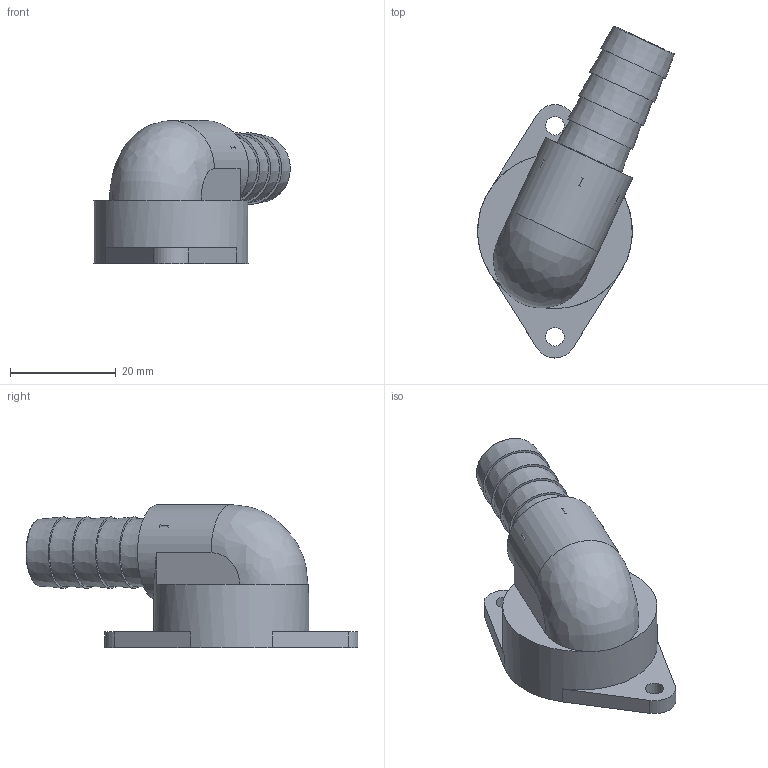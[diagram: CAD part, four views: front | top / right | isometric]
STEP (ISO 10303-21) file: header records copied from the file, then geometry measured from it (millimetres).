
FILE_DESCRIPTION(/* description */ (''),/* implementation_level */ '2;1');
FILE_NAME(/* name */ 'Emergency barb 45.stp',/* time_stamp */ '2020-04-09T00:27:20-04:00',/* author */ ('angusaitken'),/* organization */ (''),/* preprocessor_version */ 'ST-DEVELOPER v18',/* originating_system */ 'Autodesk Inventor 2020',/* authorisation */ '');
FILE_SCHEMA (('AUTOMOTIVE_DESIGN { 1 0 10303 214 3 1 1 }'));
Length unit declared in the file: millimetre
Products named in the file (3): Emergency barb assembly; Emergency Barb; 5346K220_BRASS BARBED HOSE FITTING
Assembly tree (2 placements, depth 2):
  Emergency barb assembly
    Emergency Barb
    5346K220_BRASS BARBED HOSE FITTING
Bounding box: 37.24 x 62.88 x 27.15 mm (x, y, z)
Volume: 12438.5 mm3; surface area: 9251.1 mm2
Topology: 3 solids, 3 shells, 114 faces, 316 edges, 213 vertices
Faces by surface type: plane 43, bspline 27, cone 24, cylinder 16, torus 4
Full cylindrical faces by diameter (mm): 3.5 x2, 8.712 x2, 10 x1, 15 x1, 15.875 x1, 18.207 x1, 22 x1, 29.3 x1
Entity records: 29546 total; most frequent: CARTESIAN_POINT 26750, ORIENTED_EDGE 632, DIRECTION 470, EDGE_CURVE 316, VERTEX_POINT 213, AXIS2_PLACEMENT_3D 196, EDGE_LOOP 131, B_SPLINE_CURVE_WITH_KNOTS 118
